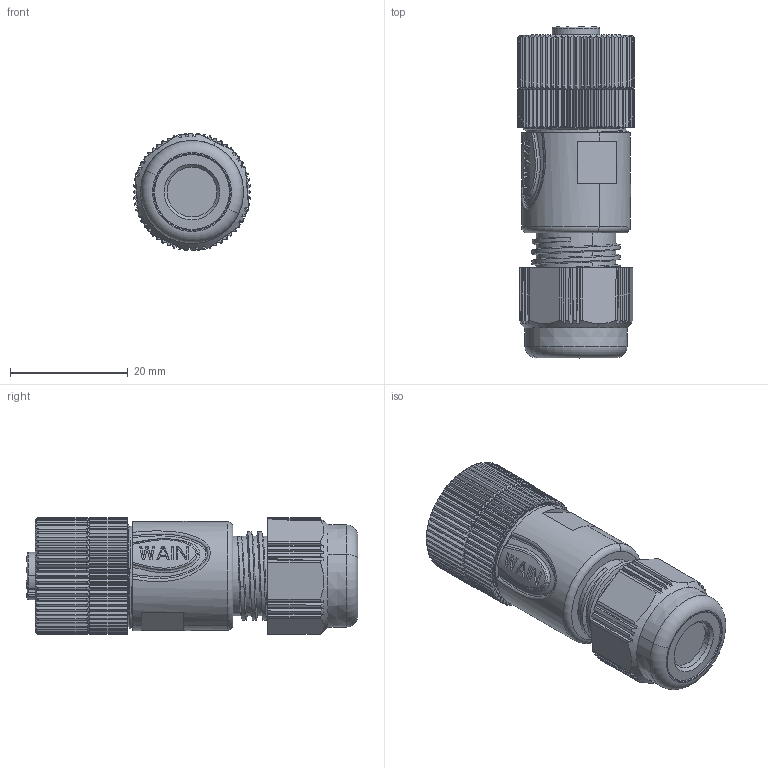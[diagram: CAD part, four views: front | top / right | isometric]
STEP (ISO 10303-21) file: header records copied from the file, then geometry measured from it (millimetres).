
FILE_DESCRIPTION((''),'2;1');
FILE_NAME('3D_1630084213002_M12-F08A-T-D8_','2024-03-16T',('12262'),(''),'PRO/ENGINEER BY PARAMETRIC TECHNOLOGY CORPORATION, 2012480','PRO/ENGINEER BY PARAMETRIC TECHNOLOGY CORPORATION, 2012480','');
FILE_SCHEMA(('CONFIG_CONTROL_DESIGN'));
Products named in the file (1): 3D_1630084213002_M12-F08A-T-D8_
Bounding box: 20 x 56.27 x 20 mm (x, y, z)
Volume: 12510.4 mm3; surface area: 11327.4 mm2
Topology: 1 solids, 1 shells, 1432 faces, 3885 edges, 2509 vertices
Faces by surface type: plane 618, cylinder 380, cone 213, extrusion 117, bspline 59, torus 43, sphere 2
Entity records: 58994 total; most frequent: CARTESIAN_POINT 24756, ORIENTED_EDGE 7766, DIRECTION 6227, EDGE_CURVE 3883, VERTEX_POINT 2509, AXIS2_PLACEMENT_3D 2256, VECTOR 1715, LINE 1598
